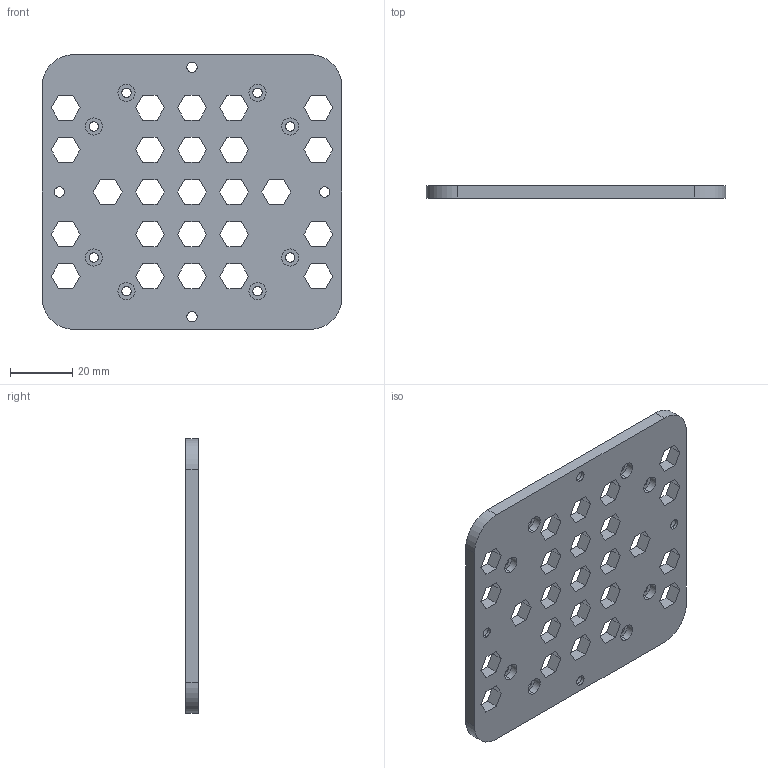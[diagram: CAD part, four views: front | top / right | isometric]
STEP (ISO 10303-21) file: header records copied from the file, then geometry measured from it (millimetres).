
FILE_DESCRIPTION (( 'STEP AP203' ), '1' );
FILE_NAME ('菁啣 樓酗.STEP', '2022-10-19T12:37:06', ( '' ), ( '' ), 'SwSTEP 2.0', 'SolidWorks 2019', '' );
FILE_SCHEMA (( 'CONFIG_CONTROL_DESIGN' ));
Length unit declared in the file: millimetre
Products named in the file (1): 菁啣 樓酗
Bounding box: 96 x 4 x 88 mm (x, y, z)
Volume: 26972.6 mm3; surface area: 18672.5 mm2
Topology: 1 solids, 1 shells, 220 faces, 618 edges, 412 vertices
Faces by surface type: plane 168, cylinder 52
Entity records: 7271 total; most frequent: CARTESIAN_POINT 1251, ORIENTED_EDGE 1236, DIRECTION 1164, EDGE_CURVE 618, LINE 514, VECTOR 514, VERTEX_POINT 412, AXIS2_PLACEMENT_3D 325
